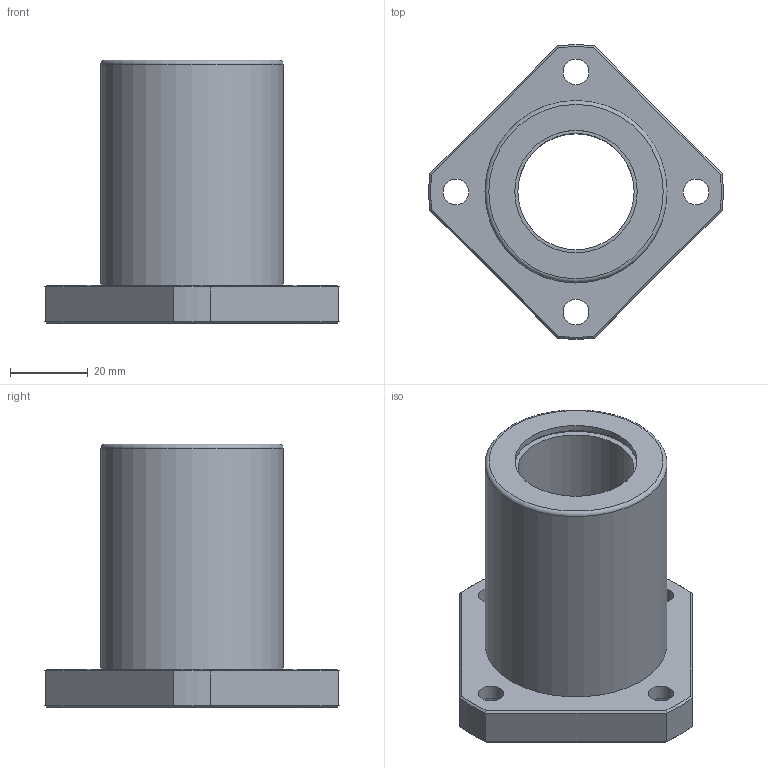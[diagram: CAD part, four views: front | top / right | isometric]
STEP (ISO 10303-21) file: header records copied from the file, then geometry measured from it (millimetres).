
FILE_DESCRIPTION(/* description */ ('STEP AP203'),/* implementation_level */ '2;1');
FILE_NAME(/* name */ 'LMEK30UU',/* time_stamp */ '2022-08-09T09:48:15+02:00',/* author */ ('License CC BY-ND 4.0'),/* organization */ ('CADENAS'),/* preprocessor_version */ 'ST-DEVELOPER v18.102',/* originating_system */ 'PARTsolutions',/* authorisation */ ' ');
FILE_SCHEMA (('CONFIG_CONTROL_DESIGN'));
Length unit declared in the file: millimetre
Products named in the file (1): LMEK30UU
Bounding box: 75.93 x 75.93 x 68 mm (x, y, z)
Volume: 84301.5 mm3; surface area: 23895.1 mm2
Topology: 1 solids, 1 shells, 50 faces, 101 edges, 62 vertices
Faces by surface type: plane 23, cylinder 18, cone 8, torus 1
Full cylindrical faces by diameter (mm): 6.6 x4, 11 x4, 30 x1, 31.6 x2, 33.2 x2, 47 x1
Entity records: 1284 total; most frequent: CARTESIAN_POINT 245, DIRECTION 216, ORIENTED_EDGE 170, AXIS2_PLACEMENT_3D 96, EDGE_CURVE 85, EDGE_LOOP 84, FACE_BOUND 84, VERTEX_POINT 61
